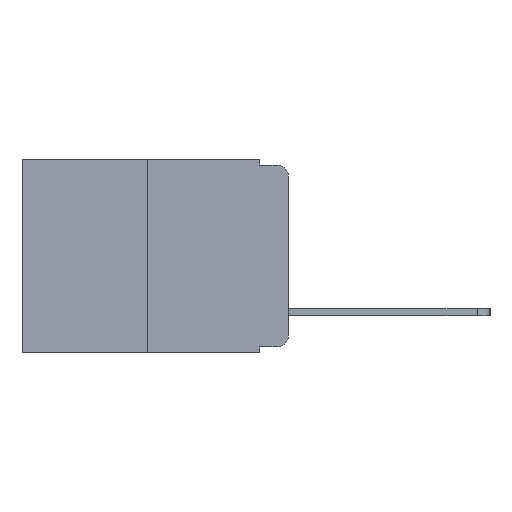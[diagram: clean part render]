
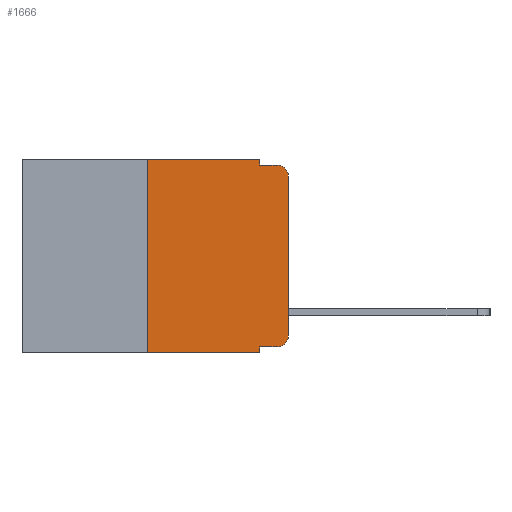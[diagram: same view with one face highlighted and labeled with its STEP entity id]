
A CAD part, left-side view. The second image highlights one B-rep face of the part: STEP entity #1666.
In plain terms, the highlighted planar face has unit normal (-1, 0, 0).
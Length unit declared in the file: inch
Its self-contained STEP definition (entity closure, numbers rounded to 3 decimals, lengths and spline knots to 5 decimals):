
#20 = DIRECTION ( 'NONE',  ( -1., 0., 0. ) ) ;
#89 = CARTESIAN_POINT ( 'NONE',  ( 0., 0.25, -0.343 ) ) ;
#365 = CARTESIAN_POINT ( 'NONE',  ( 0., 0., 0. ) ) ;
#465 = CARTESIAN_POINT ( 'NONE',  ( 0., 0.051, -0.01 ) ) ;
#597 = CARTESIAN_POINT ( 'NONE',  ( 0., 0.051, 0. ) ) ;
#775 = CARTESIAN_POINT ( 'NONE',  ( 0., 0.473, 0. ) ) ;
#1006 = DIRECTION ( 'NONE',  ( -1., 0., 0. ) ) ;
#1008 = VERTEX_POINT ( 'NONE', #12745 ) ;
#1107 = CARTESIAN_POINT ( 'NONE',  ( 0., 0.02, -0.313 ) ) ;
#1110 = VECTOR ( 'NONE', #2666, 39.37008 ) ;
#1188 = EDGE_LOOP ( 'NONE', ( #8929, #6721, #12018, #13432, #9811, #11260, #9934, #6622, #12564, #3916 ) ) ;
#1532 = CARTESIAN_POINT ( 'NONE',  ( 0., 0.051, -0.343 ) ) ;
#1586 = EDGE_CURVE ( 'NONE', #6003, #1008, #2169, .T. ) ;
#1666 = ADVANCED_FACE ( 'NONE', ( #6886 ), #10081, .F. ) ;
#1691 = VERTEX_POINT ( 'NONE', #5969 ) ;
#2139 = LINE ( 'NONE', #365, #4971 ) ;
#2169 = CIRCLE ( 'NONE', #9676, 0.02 ) ;
#2654 = DIRECTION ( 'NONE',  ( 1., 0., 0. ) ) ;
#2666 = DIRECTION ( 'NONE',  ( 0., -1., 0. ) ) ;
#2704 = DIRECTION ( 'NONE',  ( 0., 0., -1. ) ) ;
#2804 = DIRECTION ( 'NONE',  ( 0., -1., 0. ) ) ;
#2965 = AXIS2_PLACEMENT_3D ( 'NONE', #775, #2654, #2704 ) ;
#3244 = VECTOR ( 'NONE', #3855, 39.37008 ) ;
#3739 = DIRECTION ( 'NONE',  ( 0., -1., 0. ) ) ;
#3846 = VECTOR ( 'NONE', #10315, 39.37008 ) ;
#3855 = DIRECTION ( 'NONE',  ( 0., 0., 1. ) ) ;
#3916 = ORIENTED_EDGE ( 'NONE', *, *, #1586, .T. ) ;
#4187 = LINE ( 'NONE', #13397, #3846 ) ;
#4971 = VECTOR ( 'NONE', #5697, 39.37008 ) ;
#5027 = CARTESIAN_POINT ( 'NONE',  ( 0., 0.051, 0. ) ) ;
#5081 = VECTOR ( 'NONE', #12488, 39.37008 ) ;
#5111 = VERTEX_POINT ( 'NONE', #10742 ) ;
#5223 = VERTEX_POINT ( 'NONE', #7540 ) ;
#5380 = VECTOR ( 'NONE', #3739, 39.37008 ) ;
#5393 = CARTESIAN_POINT ( 'NONE',  ( 0., 0.051, -0.01 ) ) ;
#5697 = DIRECTION ( 'NONE',  ( 0., 0., 1. ) ) ;
#5902 = CARTESIAN_POINT ( 'NONE',  ( 0., 0.02, -0.333 ) ) ;
#5969 = CARTESIAN_POINT ( 'NONE',  ( 0., 0.25, 0. ) ) ;
#6003 = VERTEX_POINT ( 'NONE', #5902 ) ;
#6047 = VERTEX_POINT ( 'NONE', #89 ) ;
#6091 = VERTEX_POINT ( 'NONE', #12215 ) ;
#6123 = EDGE_CURVE ( 'NONE', #5223, #5111, #9114, .T. ) ;
#6406 = EDGE_CURVE ( 'NONE', #8859, #5111, #8283, .T. ) ;
#6622 = ORIENTED_EDGE ( 'NONE', *, *, #9187, .F. ) ;
#6691 = EDGE_CURVE ( 'NONE', #6047, #8447, #8109, .T. ) ;
#6721 = ORIENTED_EDGE ( 'NONE', *, *, #6123, .T. ) ;
#6886 = FACE_OUTER_BOUND ( 'NONE', #1188, .T. ) ;
#7079 = CARTESIAN_POINT ( 'NONE',  ( 0., 0.25, 0. ) ) ;
#7140 = CARTESIAN_POINT ( 'NONE',  ( 0., 0.473, 0. ) ) ;
#7241 = CARTESIAN_POINT ( 'NONE',  ( 0., 0.473, -0.343 ) ) ;
#7540 = CARTESIAN_POINT ( 'NONE',  ( 0., 0., -0.03 ) ) ;
#7971 = LINE ( 'NONE', #5027, #5081 ) ;
#8109 = LINE ( 'NONE', #7241, #10583 ) ;
#8283 = LINE ( 'NONE', #465, #5380 ) ;
#8447 = VERTEX_POINT ( 'NONE', #1532 ) ;
#8859 = VERTEX_POINT ( 'NONE', #5393 ) ;
#8929 = ORIENTED_EDGE ( 'NONE', *, *, #11119, .T. ) ;
#9114 = CIRCLE ( 'NONE', #9897, 0.02 ) ;
#9187 = EDGE_CURVE ( 'NONE', #6091, #8447, #4187, .T. ) ;
#9574 = CARTESIAN_POINT ( 'NONE',  ( 0., 0.02, -0.03 ) ) ;
#9676 = AXIS2_PLACEMENT_3D ( 'NONE', #1107, #1006, #13058 ) ;
#9811 = ORIENTED_EDGE ( 'NONE', *, *, #11269, .F. ) ;
#9897 = AXIS2_PLACEMENT_3D ( 'NONE', #9574, #20, #13441 ) ;
#9934 = ORIENTED_EDGE ( 'NONE', *, *, #6691, .T. ) ;
#10081 = PLANE ( 'NONE',  #2965 ) ;
#10144 = CARTESIAN_POINT ( 'NONE',  ( 0., 0.051, -0.333 ) ) ;
#10315 = DIRECTION ( 'NONE',  ( 0., 0., -1. ) ) ;
#10583 = VECTOR ( 'NONE', #13520, 39.37008 ) ;
#10644 = VERTEX_POINT ( 'NONE', #597 ) ;
#10742 = CARTESIAN_POINT ( 'NONE',  ( 0., 0.02, -0.01 ) ) ;
#10825 = LINE ( 'NONE', #7140, #11147 ) ;
#11119 = EDGE_CURVE ( 'NONE', #1008, #5223, #2139, .T. ) ;
#11147 = VECTOR ( 'NONE', #2804, 39.37008 ) ;
#11187 = EDGE_CURVE ( 'NONE', #6091, #6003, #12777, .T. ) ;
#11260 = ORIENTED_EDGE ( 'NONE', *, *, #12774, .F. ) ;
#11269 = EDGE_CURVE ( 'NONE', #1691, #10644, #10825, .T. ) ;
#12018 = ORIENTED_EDGE ( 'NONE', *, *, #6406, .F. ) ;
#12092 = LINE ( 'NONE', #7079, #3244 ) ;
#12215 = CARTESIAN_POINT ( 'NONE',  ( 0., 0.051, -0.333 ) ) ;
#12488 = DIRECTION ( 'NONE',  ( 0., 0., -1. ) ) ;
#12564 = ORIENTED_EDGE ( 'NONE', *, *, #11187, .T. ) ;
#12745 = CARTESIAN_POINT ( 'NONE',  ( 0., 0., -0.313 ) ) ;
#12774 = EDGE_CURVE ( 'NONE', #6047, #1691, #12092, .T. ) ;
#12777 = LINE ( 'NONE', #10144, #1110 ) ;
#12819 = EDGE_CURVE ( 'NONE', #10644, #8859, #7971, .T. ) ;
#13058 = DIRECTION ( 'NONE',  ( 0., 0., -1. ) ) ;
#13397 = CARTESIAN_POINT ( 'NONE',  ( 0., 0.051, 0. ) ) ;
#13432 = ORIENTED_EDGE ( 'NONE', *, *, #12819, .F. ) ;
#13441 = DIRECTION ( 'NONE',  ( 0., 0., -1. ) ) ;
#13520 = DIRECTION ( 'NONE',  ( 0., -1., 0. ) ) ;
